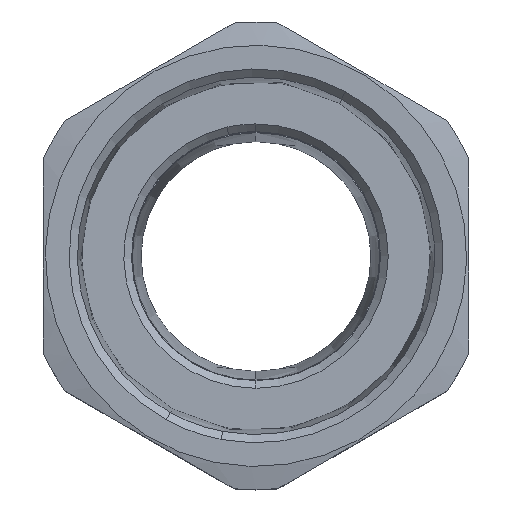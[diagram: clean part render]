
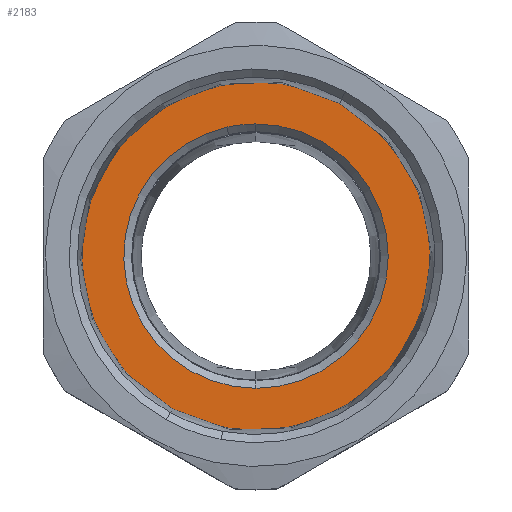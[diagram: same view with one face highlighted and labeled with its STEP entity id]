
A CAD part, top view. The second image highlights one B-rep face of the part: STEP entity #2183.
In plain terms, the highlighted planar face has unit normal (0, 0, 1).
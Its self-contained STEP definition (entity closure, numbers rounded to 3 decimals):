
#2041=AXIS2_PLACEMENT_3D('Circle Axis2P3D',#2039,#2040,$) ;
#2066=AXIS2_PLACEMENT_3D('Circle Axis2P3D',#2064,#2065,$) ;
#2151=AXIS2_PLACEMENT_3D('Plane Axis2P3D',#2148,#2149,#2150) ;
#2159=AXIS2_PLACEMENT_3D('Circle Axis2P3D',#2157,#2158,$) ;
#2168=AXIS2_PLACEMENT_3D('Circle Axis2P3D',#2166,#2167,$) ;
#2175=AXIS2_PLACEMENT_3D('Circle Axis2P3D',#2173,#2174,$) ;
#2036=CARTESIAN_POINT('Vertex',(38.301,50.021,54.25)) ;
#2039=CARTESIAN_POINT('Axis2P3D Location',(27.5,30.25,54.25)) ;
#2043=CARTESIAN_POINT('Vertex',(16.699,10.479,54.25)) ;
#2064=CARTESIAN_POINT('Axis2P3D Location',(27.5,30.25,54.25)) ;
#2148=CARTESIAN_POINT('Axis2P3D Location',(27.5,30.25,54.25)) ;
#2157=CARTESIAN_POINT('Axis2P3D Location',(27.5,30.25,54.25)) ;
#2161=CARTESIAN_POINT('Vertex',(27.5,13.15,54.25)) ;
#2163=CARTESIAN_POINT('Vertex',(23.734,46.93,54.25)) ;
#2166=CARTESIAN_POINT('Axis2P3D Location',(27.5,30.25,54.25)) ;
#2170=CARTESIAN_POINT('Vertex',(27.5,47.35,54.25)) ;
#2173=CARTESIAN_POINT('Axis2P3D Location',(27.5,30.25,54.25)) ;
#2040=DIRECTION('Axis2P3D Direction',(0.,0.,1.)) ;
#2065=DIRECTION('Axis2P3D Direction',(0.,0.,1.)) ;
#2149=DIRECTION('Axis2P3D Direction',(0.,0.,-1.)) ;
#2150=DIRECTION('Axis2P3D XDirection',(0.,-1.,0.)) ;
#2158=DIRECTION('Axis2P3D Direction',(0.,0.,-1.)) ;
#2167=DIRECTION('Axis2P3D Direction',(0.,0.,-1.)) ;
#2174=DIRECTION('Axis2P3D Direction',(0.,0.,-1.)) ;
#2154=ORIENTED_EDGE('',*,*,#2045,.F.) ;
#2155=ORIENTED_EDGE('',*,*,#2068,.F.) ;
#2179=ORIENTED_EDGE('',*,*,#2165,.T.) ;
#2180=ORIENTED_EDGE('',*,*,#2172,.T.) ;
#2181=ORIENTED_EDGE('',*,*,#2177,.T.) ;
#2182=FACE_BOUND('',#2178,.T.) ;
#2183=ADVANCED_FACE('Part1.1\\Koerper.2',(#2156,#2182),#2152,.F.) ;
#2042=CIRCLE('generated circle',#2041,22.528) ;
#2067=CIRCLE('generated circle',#2066,22.528) ;
#2160=CIRCLE('generated circle',#2159,17.1) ;
#2169=CIRCLE('generated circle',#2168,17.1) ;
#2176=CIRCLE('generated circle',#2175,17.1) ;
#2045=EDGE_CURVE('',#2037,#2044,#2042,.F.) ;
#2068=EDGE_CURVE('',#2044,#2037,#2067,.F.) ;
#2165=EDGE_CURVE('',#2162,#2164,#2160,.T.) ;
#2172=EDGE_CURVE('',#2164,#2171,#2169,.T.) ;
#2177=EDGE_CURVE('',#2171,#2162,#2176,.T.) ;
#2153=EDGE_LOOP('',(#2154,#2155)) ;
#2178=EDGE_LOOP('',(#2179,#2180,#2181)) ;
#2156=FACE_OUTER_BOUND('',#2153,.T.) ;
#2152=PLANE('',#2151) ;
#2037=VERTEX_POINT('',#2036) ;
#2044=VERTEX_POINT('',#2043) ;
#2162=VERTEX_POINT('',#2161) ;
#2164=VERTEX_POINT('',#2163) ;
#2171=VERTEX_POINT('',#2170) ;
